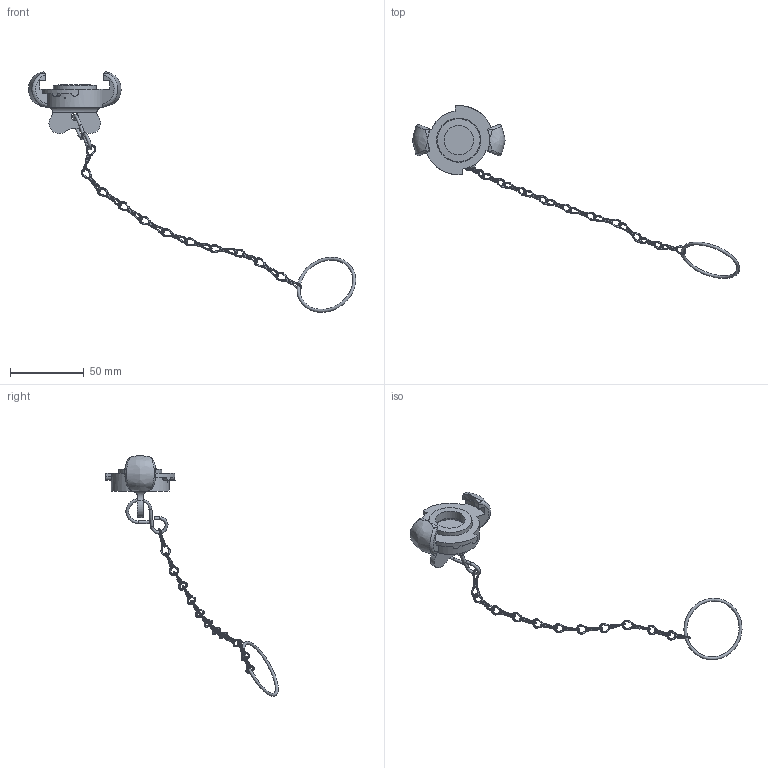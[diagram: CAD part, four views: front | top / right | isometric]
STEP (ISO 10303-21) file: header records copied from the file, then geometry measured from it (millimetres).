
FILE_DESCRIPTION(/* description */ (''),/* implementation_level */ '2;1');
FILE_NAME(/* name */ 'VKM.stp',/* time_stamp */ '2020-03-31T09:54:05+02:00',/* author */ ('schnellinger'),/* organization */ (''),/* preprocessor_version */ 'ST-DEVELOPER v17',/* originating_system */ 'Autodesk Inventor 2018',/* authorisation */ '0 mm^3');
FILE_SCHEMA (('AUTOMOTIVE_DESIGN { 1 0 10303 214 3 1 1 }'));
Products named in the file (1): LUE_00001608_Shrinkwrap_1
Bounding box: 221.91 x 117.02 x 163.03 mm (x, y, z)
Volume: 22159.9 mm3; surface area: 15447.5 mm2
Topology: 15 solids, 15 shells, 379 faces, 1174 edges, 781 vertices
Faces by surface type: bspline 315, cylinder 30, plane 24, sphere 4, torus 4, cone 2
Full cylindrical faces by diameter (mm): 2 x3, 5 x1, 20 x1, 29 x1, 30 x1, 34.5 x1, 35 x1, 39.5 x1
Entity records: 51649 total; most frequent: CARTESIAN_POINT 41786, ORIENTED_EDGE 2348, DIRECTION 1625, EDGE_CURVE 1174, VERTEX_POINT 781, AXIS2_PLACEMENT_3D 735, EDGE_LOOP 407, STYLED_ITEM 394
